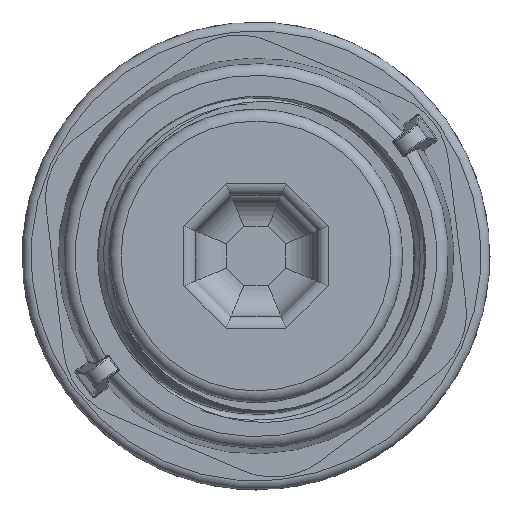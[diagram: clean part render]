
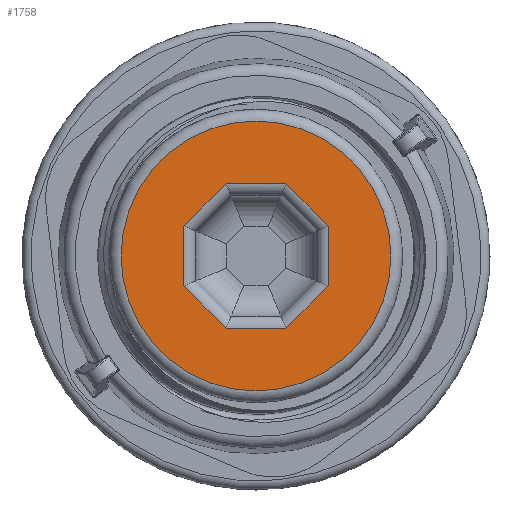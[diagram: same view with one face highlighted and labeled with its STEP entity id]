
A CAD part, front view. The second image highlights one B-rep face of the part: STEP entity #1758.
In plain terms, the highlighted planar face has unit normal (0, -1, 0).
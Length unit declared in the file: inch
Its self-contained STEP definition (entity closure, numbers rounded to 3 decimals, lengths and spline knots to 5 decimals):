
#127=LINE($,#2617,#231);
#128=LINE($,#2619,#232);
#129=LINE($,#2621,#233);
#130=LINE($,#2623,#234);
#131=LINE($,#2625,#235);
#132=LINE($,#2627,#236);
#133=LINE($,#2629,#237);
#134=LINE($,#2630,#238);
#231=VECTOR($,#2107,0.15326);
#232=VECTOR($,#2108,0.15326);
#233=VECTOR($,#2109,0.15326);
#234=VECTOR($,#2110,0.15326);
#235=VECTOR($,#2111,0.15326);
#236=VECTOR($,#2112,0.15326);
#237=VECTOR($,#2113,0.15326);
#238=VECTOR($,#2114,0.15326);
#335=PLANE($,#1890);
#421=FACE_BOUND($,#567,.T.);
#443=FACE_OUTER_BOUND($,#566,.T.);
#566=EDGE_LOOP($,(#1220));
#567=EDGE_LOOP($,(#1221,#1222,#1223,#1224,#1225,#1226,#1227,#1228));
#704=CIRCLE($,#1889,0.346);
#782=VERTEX_POINT($,#2612);
#783=VERTEX_POINT($,#2615);
#784=VERTEX_POINT($,#2616);
#785=VERTEX_POINT($,#2618);
#786=VERTEX_POINT($,#2620);
#787=VERTEX_POINT($,#2622);
#788=VERTEX_POINT($,#2624);
#789=VERTEX_POINT($,#2626);
#790=VERTEX_POINT($,#2628);
#951=EDGE_CURVE($,#782,#782,#704,.T.);
#952=EDGE_CURVE($,#783,#784,#127,.T.);
#953=EDGE_CURVE($,#785,#783,#128,.T.);
#954=EDGE_CURVE($,#786,#785,#129,.T.);
#955=EDGE_CURVE($,#787,#786,#130,.T.);
#956=EDGE_CURVE($,#788,#787,#131,.T.);
#957=EDGE_CURVE($,#789,#788,#132,.T.);
#958=EDGE_CURVE($,#790,#789,#133,.T.);
#959=EDGE_CURVE($,#784,#790,#134,.T.);
#1220=ORIENTED_EDGE($,*,*,#951,.F.);
#1221=ORIENTED_EDGE($,*,*,#952,.F.);
#1222=ORIENTED_EDGE($,*,*,#953,.F.);
#1223=ORIENTED_EDGE($,*,*,#954,.F.);
#1224=ORIENTED_EDGE($,*,*,#955,.F.);
#1225=ORIENTED_EDGE($,*,*,#956,.F.);
#1226=ORIENTED_EDGE($,*,*,#957,.F.);
#1227=ORIENTED_EDGE($,*,*,#958,.F.);
#1228=ORIENTED_EDGE($,*,*,#959,.F.);
#1758=ADVANCED_FACE($,(#443,#421),#335,.T.);
#1889=AXIS2_PLACEMENT_3D($,#2613,#2103,#2104);
#1890=AXIS2_PLACEMENT_3D($,#2614,#2105,#2106);
#2103=DIRECTION('center_axis',(0.,1.,0.));
#2104=DIRECTION('ref_axis',(-1.,0.,0.));
#2105=DIRECTION('center_axis',(0.,-1.,0.));
#2106=DIRECTION('ref_axis',(0.,0.,-1.));
#2107=DIRECTION($,(-0.707,0.,-0.707));
#2108=DIRECTION($,(-1.,0.,0.));
#2109=DIRECTION($,(-0.707,0.,0.707));
#2110=DIRECTION($,(0.,0.,1.));
#2111=DIRECTION($,(0.707,0.,0.707));
#2112=DIRECTION($,(1.,0.,0.));
#2113=DIRECTION($,(0.707,0.,-0.707));
#2114=DIRECTION($,(0.,0.,-1.));
#2612=CARTESIAN_POINT('',(0.346,-0.265,0.));
#2613=CARTESIAN_POINT('Origin',(0.,-0.265,0.));
#2614=CARTESIAN_POINT('Origin',(0.203,-0.265,0.));
#2615=CARTESIAN_POINT('',(-0.07663,-0.265,0.185));
#2616=CARTESIAN_POINT('',(-0.185,-0.265,0.07663));
#2617=CARTESIAN_POINT($,(-0.07663,-0.265,0.185));
#2618=CARTESIAN_POINT('',(0.07663,-0.265,0.185));
#2619=CARTESIAN_POINT($,(0.07663,-0.265,0.185));
#2620=CARTESIAN_POINT('',(0.185,-0.265,0.07663));
#2621=CARTESIAN_POINT($,(0.185,-0.265,0.07663));
#2622=CARTESIAN_POINT('',(0.185,-0.265,-0.07663));
#2623=CARTESIAN_POINT($,(0.185,-0.265,-0.07663));
#2624=CARTESIAN_POINT('',(0.07663,-0.265,-0.185));
#2625=CARTESIAN_POINT($,(0.07663,-0.265,-0.185));
#2626=CARTESIAN_POINT('',(-0.07663,-0.265,-0.185));
#2627=CARTESIAN_POINT($,(-0.07663,-0.265,-0.185));
#2628=CARTESIAN_POINT('',(-0.185,-0.265,-0.07663));
#2629=CARTESIAN_POINT($,(-0.185,-0.265,-0.07663));
#2630=CARTESIAN_POINT($,(-0.185,-0.265,0.07663));
